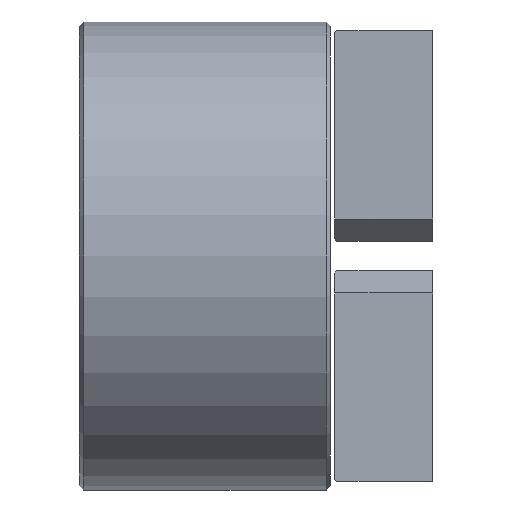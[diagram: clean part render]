
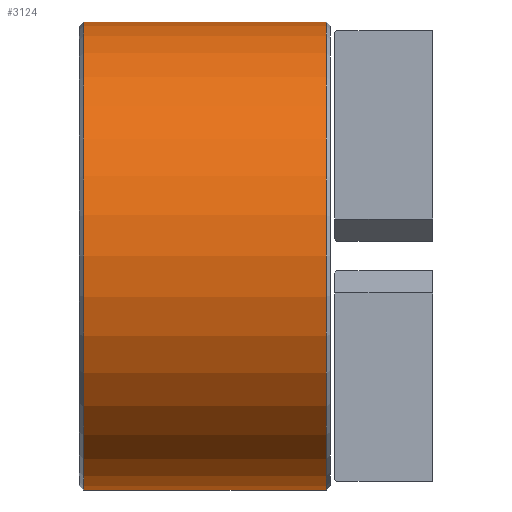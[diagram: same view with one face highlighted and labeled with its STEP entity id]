
A CAD part, front view. The second image highlights one B-rep face of the part: STEP entity #3124.
In plain terms, the highlighted cylindrical face has radius 55 mm (diameter 110 mm), a full revolution.
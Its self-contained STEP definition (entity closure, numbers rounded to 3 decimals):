
#620=CYLINDRICAL_SURFACE('',#4506,55.);
#1001=ORIENTED_EDGE('',*,*,#1772,.F.);
#1002=ORIENTED_EDGE('',*,*,#1773,.T.);
#1772=EDGE_CURVE('',#2178,#2178,#2451,.T.);
#1773=EDGE_CURVE('',#2179,#2179,#2452,.T.);
#2178=VERTEX_POINT('',#5914);
#2179=VERTEX_POINT('',#5917);
#2451=CIRCLE('',#4505,55.);
#2452=CIRCLE('',#4507,55.);
#2605=EDGE_LOOP('',(#1001));
#2606=EDGE_LOOP('',(#1002));
#2863=FACE_BOUND('',#2605,.T.);
#2864=FACE_BOUND('',#2606,.T.);
#3124=ADVANCED_FACE('',(#2863,#2864),#620,.T.);
#4505=AXIS2_PLACEMENT_3D('',#5913,#5028,#5029);
#4506=AXIS2_PLACEMENT_3D('',#5915,#5030,#5031);
#4507=AXIS2_PLACEMENT_3D('',#5916,#5032,#5033);
#5028=DIRECTION('',(-1.,0.,0.));
#5029=DIRECTION('',(0.,0.,1.));
#5030=DIRECTION('',(1.,0.,0.));
#5031=DIRECTION('',(0.,0.,1.));
#5032=DIRECTION('',(-1.,0.,0.));
#5033=DIRECTION('',(0.,0.,1.));
#5913=CARTESIAN_POINT('',(-59.226,0.,0.));
#5914=CARTESIAN_POINT('',(-59.226,0.,55.));
#5915=CARTESIAN_POINT('',(-60.008,0.,0.));
#5916=CARTESIAN_POINT('',(-2.226,0.,0.));
#5917=CARTESIAN_POINT('',(-2.226,0.,55.));
